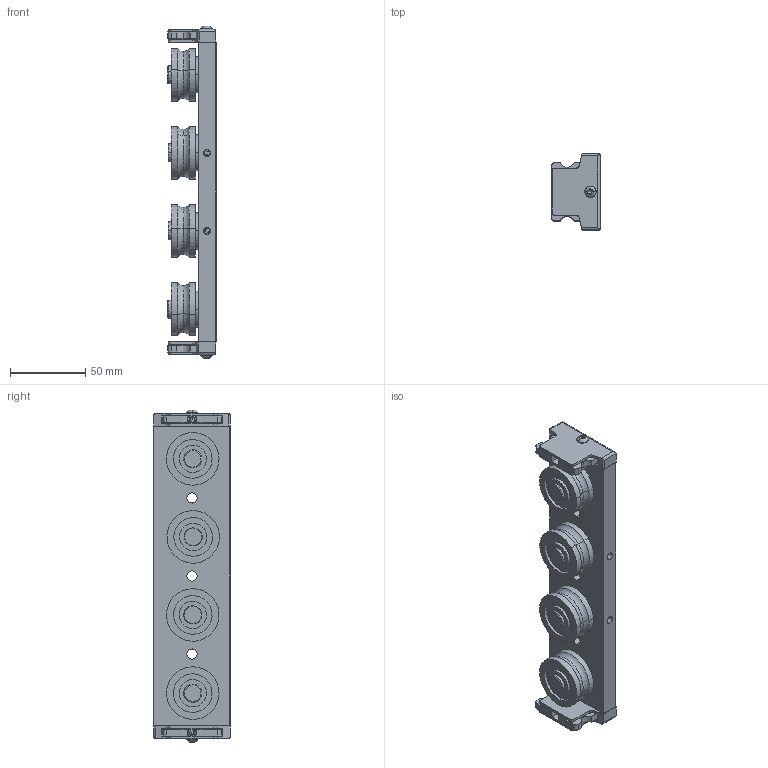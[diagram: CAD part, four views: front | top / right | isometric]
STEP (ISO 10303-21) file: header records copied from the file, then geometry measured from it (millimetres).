
FILE_DESCRIPTION (( 'STEP AP203' ), '1' );
FILE_NAME ('CRT_00342DA867.step', '2021-07-21T20:07:49', ( '' ), ( '' ), 'SwSTEP 2.0', 'SolidWorks 2019', '' );
FILE_SCHEMA (( 'CONFIG_CONTROL_DESIGN' ));
Length unit declared in the file: inch
Products named in the file (3): ExBrDtGkto_CADModel_0; CRT_00342DA867
Assembly tree (1 placements, depth 2):
  ExBrDtGkto_CADModel_0
  CRT_00342DA867
    ExBrDtGkto_CADModel_0
Bounding box: 32.33 x 50.8 x 221.11 mm (x, y, z)
Volume: 189386.5 mm3; surface area: 78819.2 mm2
Topology: 27 solids, 27 shells, 716 faces, 1665 edges, 1046 vertices
Faces by surface type: plane 325, cylinder 252, cone 76, torus 40, bspline 19, sphere 4
Entity records: 26745 total; most frequent: CARTESIAN_POINT 9749, DIRECTION 3647, ORIENTED_EDGE 3314, EDGE_CURVE 1657, AXIS2_PLACEMENT_3D 1348, VERTEX_POINT 1046, LINE 951, VECTOR 951
